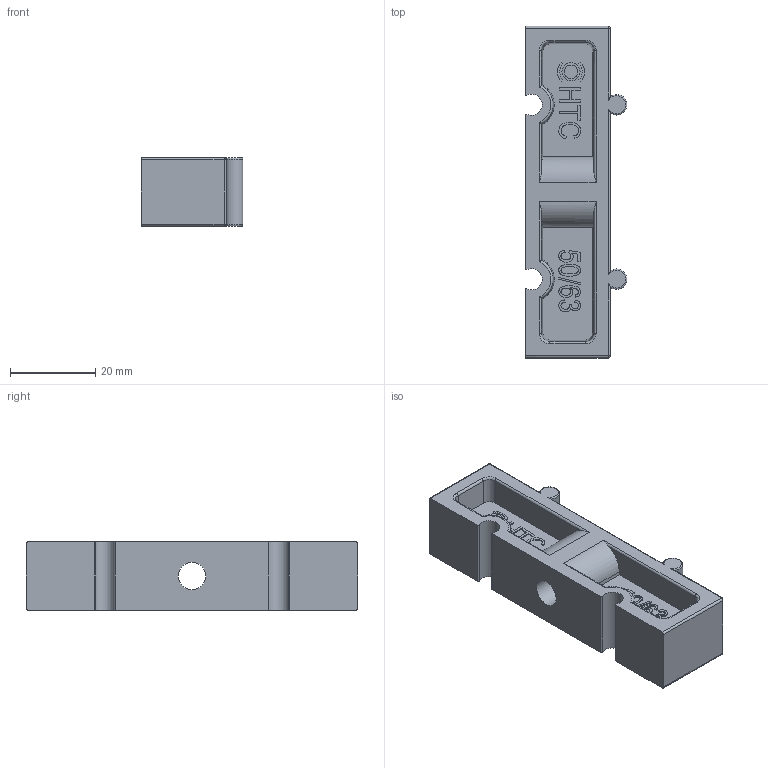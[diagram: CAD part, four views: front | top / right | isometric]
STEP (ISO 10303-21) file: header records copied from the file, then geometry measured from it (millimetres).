
FILE_DESCRIPTION(/* description */ (''),/* implementation_level */ '2;1');
FILE_NAME(/* name */ '50-63卡座.stp',/* time_stamp */ '2025-07-12T15:40:40+08:00',/* author */ (''),/* organization */ (''),/* preprocessor_version */ 'ST-DEVELOPER v16',/* originating_system */ 'SIEMENS PLM Software NX 10.0',/* authorisation */ '');
FILE_SCHEMA (('AUTOMOTIVE_DESIGN { 1 0 10303 214 3 1 1 1 }'));
Length unit declared in the file: millimetre
Products named in the file (1): gelv185438879mq7
Bounding box: 23.9 x 78 x 16.1 mm (x, y, z)
Volume: 16128.4 mm3; surface area: 8932.6 mm2
Topology: 1 solids, 1 shells, 329 faces, 849 edges, 550 vertices
Faces by surface type: plane 144, extrusion 108, cylinder 57, bspline 8, torus 8, cone 4
Full cylindrical faces by diameter (mm): 3.187 x2, 4.25 x2, 6.5 x1
Entity records: 11620 total; most frequent: CARTESIAN_POINT 4317, ORIENTED_EDGE 1680, DIRECTION 1088, EDGE_CURVE 840, VERTEX_POINT 550, B_SPLINE_CURVE_WITH_KNOTS 504, VECTOR 446, EDGE_LOOP 368
